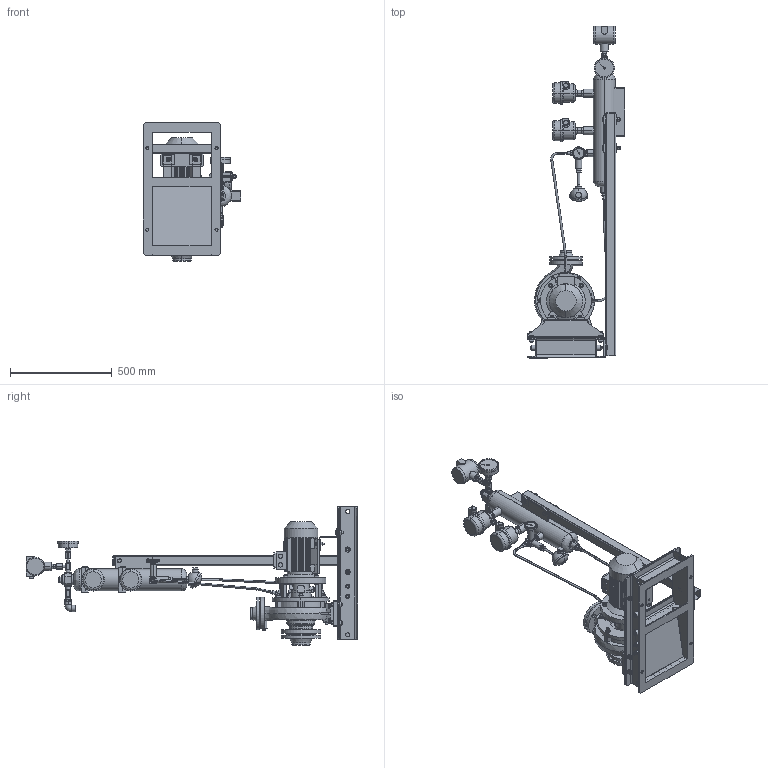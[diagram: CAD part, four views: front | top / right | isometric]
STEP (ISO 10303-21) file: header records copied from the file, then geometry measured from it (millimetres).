
FILE_DESCRIPTION (( 'STEP AP203' ), '1' );
FILE_NAME ('221-212-55Ò-ÐÑ2-43-02.step', '2023-07-26T14:11:15', ( 'adb' ), ( '' ), 'SwSTEP 2.0', 'SolidWorks 2016', '' );
FILE_SCHEMA (( 'CONFIG_CONTROL_DESIGN' ));
Length unit declared in the file: millimetre
Products named in the file (1): 221-212-55Ò-ÐÑ2-43-02
Bounding box: 479 x 1630.5 x 680 mm (x, y, z)
Volume: 23459042.8 mm3; surface area: 4015711.7 mm2
Topology: 32 solids, 45 shells, 3055 faces, 7724 edges, 4965 vertices
Faces by surface type: plane 1556, cylinder 1108, cone 278, torus 65, bspline 38, sphere 10
Entity records: 107873 total; most frequent: CARTESIAN_POINT 33492, DIRECTION 15693, ORIENTED_EDGE 15416, EDGE_CURVE 7708, AXIS2_PLACEMENT_3D 5943, VERTEX_POINT 4959, LINE 3807, VECTOR 3807
